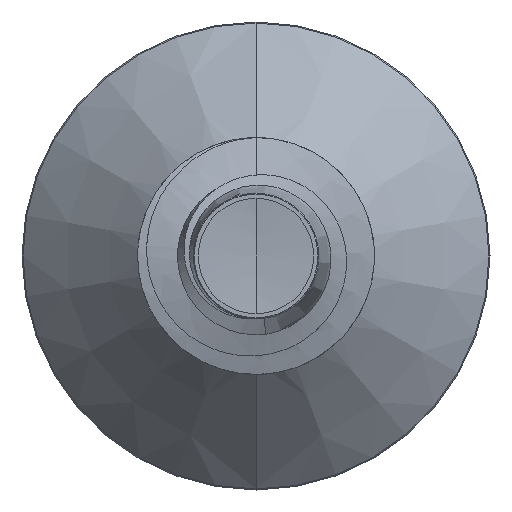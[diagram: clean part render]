
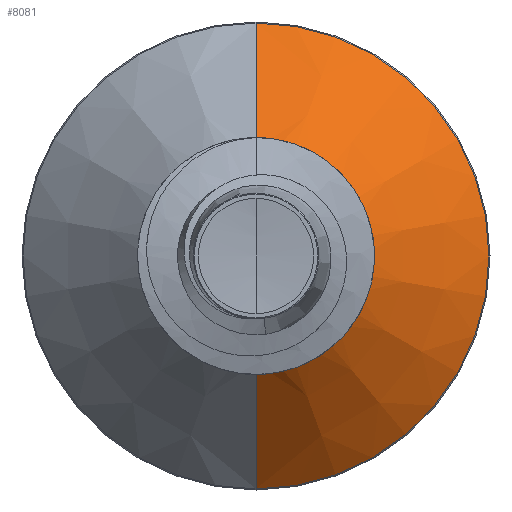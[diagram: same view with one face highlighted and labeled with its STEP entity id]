
A CAD part, front view. The second image highlights one B-rep face of the part: STEP entity #8081.
In plain terms, the highlighted conical face has half-angle 45 degrees and reference radius 3.632 mm.
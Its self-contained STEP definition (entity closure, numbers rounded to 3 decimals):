
#900 = AXIS2_PLACEMENT_3D ( 'NONE', #1375, #985, #1324 ) ;
#985 = DIRECTION ( 'NONE',  ( 0., 1., 0. ) ) ;
#1000 = CARTESIAN_POINT ( 'NONE',  ( 0., 14.015, -7.865 ) ) ;
#1031 = CARTESIAN_POINT ( 'NONE',  ( 0., 9.782, 3.632 ) ) ;
#1324 = DIRECTION ( 'NONE',  ( 0., 0., 1. ) ) ;
#1375 = CARTESIAN_POINT ( 'NONE',  ( 0., 9.782, 0. ) ) ;
#1628 = LINE ( 'NONE', #8149, #9937 ) ;
#3313 = VERTEX_POINT ( 'NONE', #1031 ) ;
#3413 = CIRCLE ( 'NONE', #7736, 7.865 ) ;
#4985 = CARTESIAN_POINT ( 'NONE',  ( 0., 9.782, -3.632 ) ) ;
#5011 = CARTESIAN_POINT ( 'NONE',  ( 0., 14.015, 7.865 ) ) ;
#5038 = ORIENTED_EDGE ( 'NONE', *, *, #8490, .T. ) ;
#6011 = CIRCLE ( 'NONE', #7300, 3.632 ) ;
#6386 = FACE_OUTER_BOUND ( 'NONE', #9981, .T. ) ;
#6550 = VECTOR ( 'NONE', #7057, 1000. ) ;
#6768 = VERTEX_POINT ( 'NONE', #4985 ) ;
#6887 = VERTEX_POINT ( 'NONE', #5011 ) ;
#6981 = DIRECTION ( 'NONE',  ( 0., 0., 1. ) ) ;
#7001 = DIRECTION ( 'NONE',  ( 0., 1., 0. ) ) ;
#7010 = CARTESIAN_POINT ( 'NONE',  ( 0., 14.015, 0. ) ) ;
#7057 = DIRECTION ( 'NONE',  ( 0., 0.707, -0.707 ) ) ;
#7070 = CARTESIAN_POINT ( 'NONE',  ( 0., 9.782, -3.632 ) ) ;
#7300 = AXIS2_PLACEMENT_3D ( 'NONE', #11694, #11406, #11276 ) ;
#7736 = AXIS2_PLACEMENT_3D ( 'NONE', #7010, #7001, #6981 ) ;
#8072 = VERTEX_POINT ( 'NONE', #1000 ) ;
#8081 = ADVANCED_FACE ( 'NONE', ( #6386 ), #8691, .T. ) ;
#8149 = CARTESIAN_POINT ( 'NONE',  ( 0., 9.782, 3.632 ) ) ;
#8192 = DIRECTION ( 'NONE',  ( 0., 0.707, 0.707 ) ) ;
#8490 = EDGE_CURVE ( 'NONE', #3313, #6768, #6011, .T. ) ;
#8691 = CONICAL_SURFACE ( 'NONE', #900, 3.632, 0.785 ) ;
#9115 = LINE ( 'NONE', #7070, #6550 ) ;
#9894 = EDGE_CURVE ( 'NONE', #6768, #8072, #9115, .T. ) ;
#9909 = EDGE_CURVE ( 'NONE', #6887, #8072, #3413, .T. ) ;
#9937 = VECTOR ( 'NONE', #8192, 1000. ) ;
#9981 = EDGE_LOOP ( 'NONE', ( #5038, #10285, #11281, #10505 ) ) ;
#10285 = ORIENTED_EDGE ( 'NONE', *, *, #9894, .T. ) ;
#10505 = ORIENTED_EDGE ( 'NONE', *, *, #11771, .F. ) ;
#11276 = DIRECTION ( 'NONE',  ( 0., 0., 1. ) ) ;
#11281 = ORIENTED_EDGE ( 'NONE', *, *, #9909, .F. ) ;
#11406 = DIRECTION ( 'NONE',  ( 0., 1., 0. ) ) ;
#11694 = CARTESIAN_POINT ( 'NONE',  ( 0., 9.782, 0. ) ) ;
#11771 = EDGE_CURVE ( 'NONE', #3313, #6887, #1628, .T. ) ;
